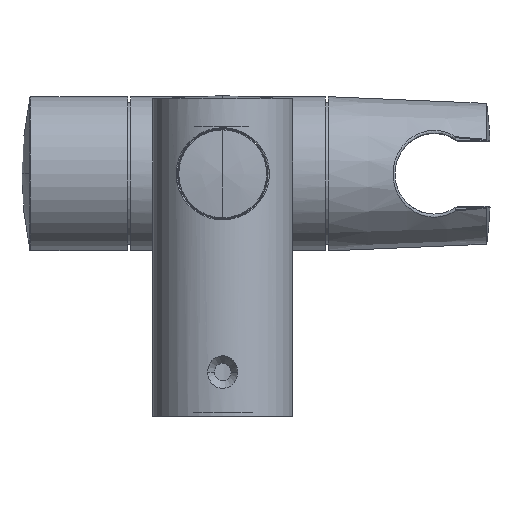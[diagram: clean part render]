
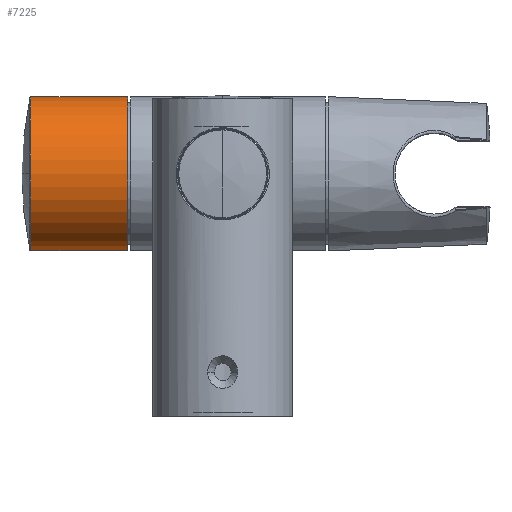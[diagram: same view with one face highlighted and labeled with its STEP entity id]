
A CAD part, front view. The second image highlights one B-rep face of the part: STEP entity #7225.
In plain terms, the highlighted cylindrical face has radius 19 mm (diameter 38 mm), a partial arc.
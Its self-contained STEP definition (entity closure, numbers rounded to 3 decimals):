
#569 = DIRECTION ( 'NONE',  ( 1., 0., 0. ) ) ;
#898 = ORIENTED_EDGE ( 'NONE', *, *, #8262, .F. ) ;
#1168 = CIRCLE ( 'NONE', #8224, 19. ) ;
#1182 = AXIS2_PLACEMENT_3D ( 'NONE', #7997, #3189, #5313 ) ;
#1416 = CARTESIAN_POINT ( 'NONE',  ( 129.238, 117.314, 0. ) ) ;
#1464 = CARTESIAN_POINT ( 'NONE',  ( -23.45, 117.314, -19. ) ) ;
#1671 = CARTESIAN_POINT ( 'NONE',  ( 129.238, 117.314, -19. ) ) ;
#2015 = CARTESIAN_POINT ( 'NONE',  ( -47.288, 117.314, 0. ) ) ;
#2247 = VERTEX_POINT ( 'NONE', #8150 ) ;
#2684 = FACE_OUTER_BOUND ( 'NONE', #6632, .T. ) ;
#2728 = DIRECTION ( 'NONE',  ( 1., 0., 0. ) ) ;
#2968 = VERTEX_POINT ( 'NONE', #1464 ) ;
#3088 = ORIENTED_EDGE ( 'NONE', *, *, #5416, .F. ) ;
#3189 = DIRECTION ( 'NONE',  ( 1., 0., 0. ) ) ;
#3338 = AXIS2_PLACEMENT_3D ( 'NONE', #1416, #2728, #6910 ) ;
#3485 = VERTEX_POINT ( 'NONE', #3860 ) ;
#3540 = EDGE_CURVE ( 'NONE', #2247, #3485, #1168, .T. ) ;
#3741 = EDGE_CURVE ( 'NONE', #3485, #2968, #8555, .T. ) ;
#3860 = CARTESIAN_POINT ( 'NONE',  ( -47.288, 117.314, -19. ) ) ;
#4000 = LINE ( 'NONE', #6743, #5362 ) ;
#4423 = DIRECTION ( 'NONE',  ( 1., 0., 0. ) ) ;
#4933 = CIRCLE ( 'NONE', #1182, 19. ) ;
#5313 = DIRECTION ( 'NONE',  ( 0., 0., -1. ) ) ;
#5362 = VECTOR ( 'NONE', #569, 1000. ) ;
#5416 = EDGE_CURVE ( 'NONE', #8283, #2968, #4933, .T. ) ;
#5439 = CYLINDRICAL_SURFACE ( 'NONE', #3338, 19. ) ;
#5848 = ORIENTED_EDGE ( 'NONE', *, *, #3540, .T. ) ;
#6116 = DIRECTION ( 'NONE',  ( 0., 0., 1. ) ) ;
#6632 = EDGE_LOOP ( 'NONE', ( #898, #5848, #6806, #3088 ) ) ;
#6743 = CARTESIAN_POINT ( 'NONE',  ( 129.238, 117.314, 19. ) ) ;
#6806 = ORIENTED_EDGE ( 'NONE', *, *, #3741, .T. ) ;
#6910 = DIRECTION ( 'NONE',  ( 0., 0., -1. ) ) ;
#7225 = ADVANCED_FACE ( 'NONE', ( #2684 ), #5439, .T. ) ;
#7921 = VECTOR ( 'NONE', #4423, 1000. ) ;
#7997 = CARTESIAN_POINT ( 'NONE',  ( -23.45, 117.314, 0. ) ) ;
#8150 = CARTESIAN_POINT ( 'NONE',  ( -47.288, 117.314, 19. ) ) ;
#8183 = CARTESIAN_POINT ( 'NONE',  ( -23.45, 117.314, 19. ) ) ;
#8224 = AXIS2_PLACEMENT_3D ( 'NONE', #2015, #8853, #6116 ) ;
#8262 = EDGE_CURVE ( 'NONE', #2247, #8283, #4000, .T. ) ;
#8283 = VERTEX_POINT ( 'NONE', #8183 ) ;
#8555 = LINE ( 'NONE', #1671, #7921 ) ;
#8853 = DIRECTION ( 'NONE',  ( 1., 0., 0. ) ) ;
